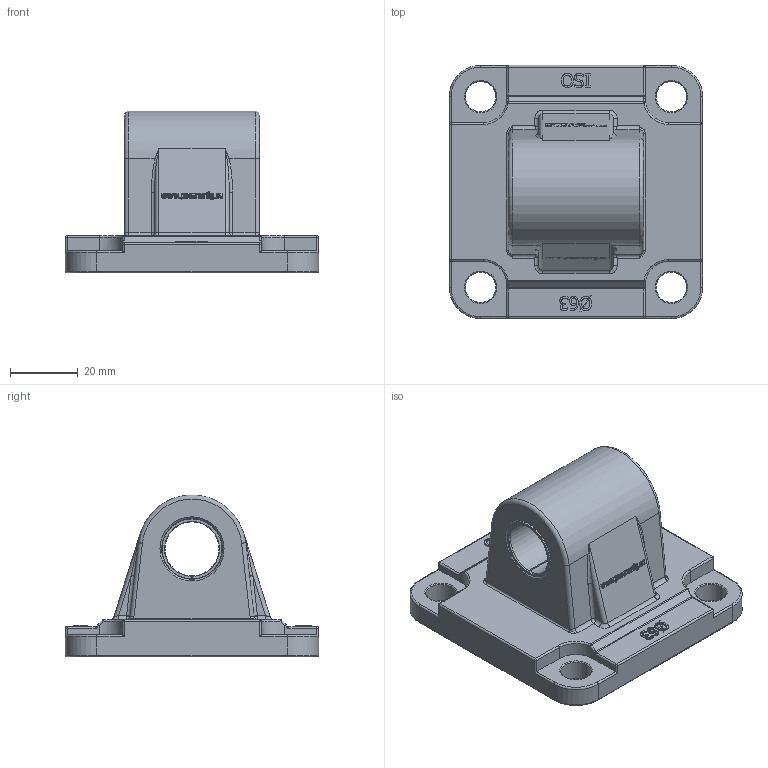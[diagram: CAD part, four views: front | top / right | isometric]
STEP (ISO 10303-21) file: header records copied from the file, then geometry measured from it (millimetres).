
FILE_DESCRIPTION(/* description */ (''),/* implementation_level */ '2;1');
FILE_NAME(/* name */ 'C-CFM-63.stp',/* time_stamp */ '2015-11-18T11:49:04+01:00',/* author */ (''),/* organization */ (''),/* preprocessor_version */ 'ST-DEVELOPER v15.2',/* originating_system */ 'Autodesk Translator Framework v2.0.0.5431',/* authorisation */ '');
FILE_SCHEMA (('AUTOMOTIVE_DESIGN { 1 0 10303 214 3 1 1 }'));
Length unit declared in the file: centimetre
Products named in the file (1): (Unsaved)
Bounding box: 75 x 75 x 47.94 mm (x, y, z)
Volume: 84080.6 mm3; surface area: 21181.5 mm2
Topology: 1 solids, 1 shells, 1455 faces, 3983 edges, 2577 vertices
Faces by surface type: bspline 873, plane 448, cylinder 81, torus 22, cone 19, sphere 12
Full cylindrical faces by diameter (mm): 9 x4, 18 x1, 45 x1
Entity records: 53741 total; most frequent: CARTESIAN_POINT 22899, ORIENTED_EDGE 7936, EDGE_CURVE 3948, DIRECTION 3619, VERTEX_POINT 2571, LINE 1991, VECTOR 1991, B_SPLINE_CURVE_WITH_KNOTS 1726
